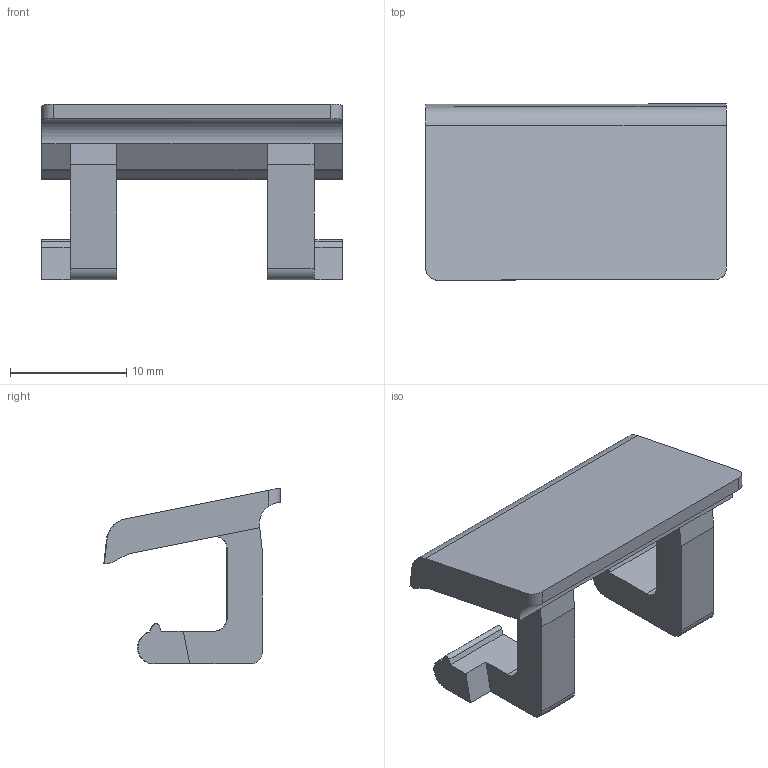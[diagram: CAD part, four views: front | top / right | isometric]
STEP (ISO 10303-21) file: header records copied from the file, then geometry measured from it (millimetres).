
FILE_DESCRIPTION (( 'STEP AP203' ), '1' );
FILE_NAME ('WP11-15-42-CAP2.STEP', '2020-10-27T01:38:03', ( '' ), ( '' ), 'SwSTEP 2.0', 'SolidWorks 2016', '' );
FILE_SCHEMA (( 'CONFIG_CONTROL_DESIGN' ));
Length unit declared in the file: millimetre
Products named in the file (2): WP11-15-42-CAP2; Screw cap_2_1
Assembly tree (1 placements, depth 2):
  WP11-15-42-CAP2
    Screw cap_2_1
Bounding box: 25.92 x 15.19 x 15.15 mm (x, y, z)
Volume: 1616.3 mm3; surface area: 1610.7 mm2
Topology: 1 solids, 1 shells, 48 faces, 134 edges, 88 vertices
Faces by surface type: plane 30, cylinder 18
Entity records: 1748 total; most frequent: CARTESIAN_POINT 298, ORIENTED_EDGE 268, DIRECTION 266, EDGE_CURVE 134, VECTOR 98, LINE 98, VERTEX_POINT 88, AXIS2_PLACEMENT_3D 84
